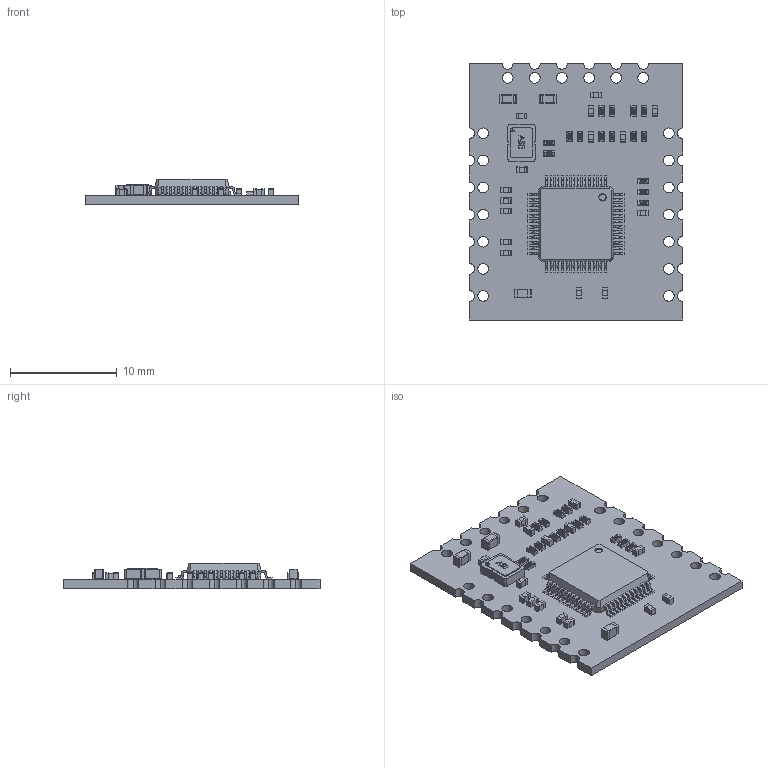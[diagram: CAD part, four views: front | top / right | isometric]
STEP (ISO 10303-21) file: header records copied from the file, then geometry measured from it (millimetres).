
FILE_DESCRIPTION(('Open CASCADE Model'),'2;1');
FILE_NAME('Open CASCADE Shape Model','2025-05-23T15:09:11',('Author'),( 'Open CASCADE'),'Open CASCADE STEP processor 6.8','Open CASCADE 6.8' ,'Unknown');
FILE_SCHEMA(('AUTOMOTIVE_DESIGN { 1 0 10303 214 1 1 1 1 }'));
Length unit declared in the file: millimetre
Products named in the file (44): PCB; Board; Open CASCADE STEP translator 6.8 16.1.1; Open CASCADE STEP translator 6.8 16.1.1.1; Y1; User_Library-ABRACON_ASE; U1; User_Library-lqfp48-1; R15; RES_C1005X04N; R14; R13; R12; R11; R10; R9; R8; R7; R6; R5; R4; R3; R2; R1; L3; User_Library-Chip_InductorINDC1608X95N; L2; L1; C15; CAPC1005X06; C14; C13; C12; C11; C10; C9; C8; C7; C6; C5 ...
Assembly tree (73 placements, depth 4):
  PCB
    Board
      Open CASCADE STEP translator 6.8 16.1.1
        Open CASCADE STEP translator 6.8 16.1.1.1
    Y1
      User_Library-ABRACON_ASE
    U1
      User_Library-lqfp48-1
    R15
      RES_C1005X04N
    R14
      RES_C1005X04N
    R13
      RES_C1005X04N
    R12
      RES_C1005X04N
    R11
      RES_C1005X04N
    R10
      RES_C1005X04N
    R9
      RES_C1005X04N
    R8
      RES_C1005X04N
    R7
      RES_C1005X04N
    R6
      RES_C1005X04N
    R5
      RES_C1005X04N
    R4
      RES_C1005X04N
    R3
      RES_C1005X04N
    R2
      RES_C1005X04N
    R1
      RES_C1005X04N
    L3
      User_Library-Chip_InductorINDC1608X95N
    L2
      User_Library-Chip_InductorINDC1608X95N
    L1
      User_Library-Chip_InductorINDC1608X95N
    C15
      CAPC1005X06
    C14
      CAPC1005X06
    C13
      CAPC1005X06
    C12
      CAPC1005X06
    C11
      CAPC1005X06
    C10
      CAPC1005X06
    C9
      CAPC1005X06
    C8
      CAPC1005X06
Bounding box: 20 x 24 x 2.36 mm (x, y, z)
Volume: 482.2 mm3; surface area: 1364.7 mm2
Topology: 38 solids, 38 shells, 3080 faces, 9085 edges, 5963 vertices
Faces by surface type: plane 1544, cylinder 1135, bspline 375, sphere 24, cone 2
Full cylindrical faces by diameter (mm): 1 x20
Entity records: 41901 total; most frequent: CARTESIAN_POINT 7528, ORIENTED_EDGE 5854, DIRECTION 5514, EDGE_CURVE 2927, LINE 2092, VECTOR 2092, VERTEX_POINT 1949, AXIS2_PLACEMENT_3D 1711
